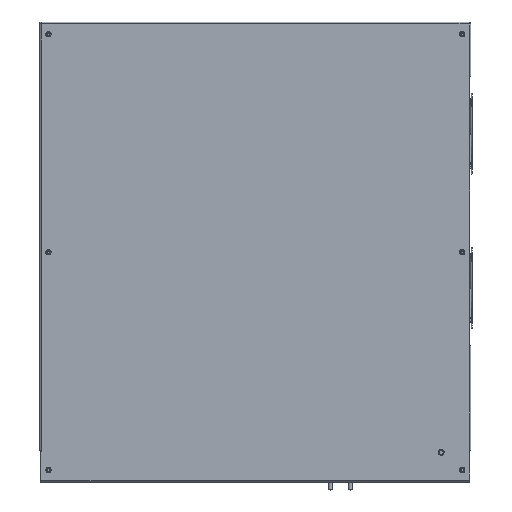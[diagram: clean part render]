
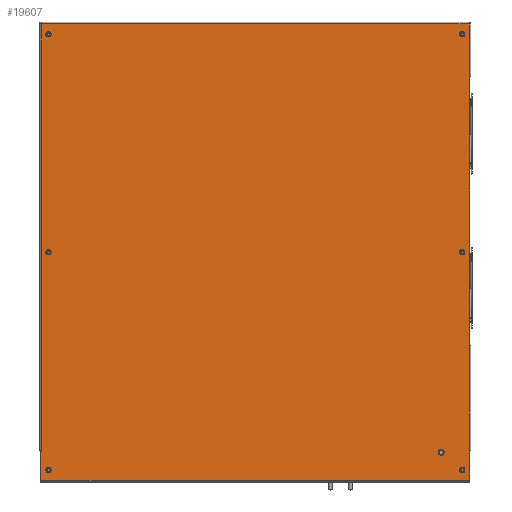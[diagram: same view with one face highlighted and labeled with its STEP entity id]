
A CAD part, top view. The second image highlights one B-rep face of the part: STEP entity #19607.
In plain terms, the highlighted planar face has unit normal (0, 0, 1).
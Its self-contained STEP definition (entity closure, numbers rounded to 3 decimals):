
#1204=PLANE($,#21771);
#2543=LINE($,#33161,#3993);
#2551=LINE($,#33185,#4001);
#2558=LINE($,#33203,#4008);
#2562=LINE($,#33209,#4012);
#2564=LINE($,#33214,#4014);
#2565=LINE($,#33216,#4015);
#2566=LINE($,#33217,#4016);
#2567=LINE($,#33218,#4017);
#2568=LINE($,#33220,#4018);
#2569=LINE($,#33222,#4019);
#2570=LINE($,#33224,#4020);
#2571=LINE($,#33225,#4021);
#3993=VECTOR($,#27267,29.);
#4001=VECTOR($,#27289,29.);
#4008=VECTOR($,#27306,0.75);
#4012=VECTOR($,#27312,431.);
#4014=VECTOR($,#27318,0.75);
#4015=VECTOR($,#27319,1.);
#4016=VECTOR($,#27320,105.5);
#4017=VECTOR($,#27321,270.);
#4018=VECTOR($,#27322,53.);
#4019=VECTOR($,#27323,429.5);
#4020=VECTOR($,#27324,428.5);
#4021=VECTOR($,#27325,1.);
#5086=FACE_BOUND($,#7671,.T.);
#5087=FACE_BOUND($,#7672,.T.);
#5088=FACE_BOUND($,#7673,.T.);
#5089=FACE_BOUND($,#7674,.T.);
#5090=FACE_BOUND($,#7675,.T.);
#5091=FACE_BOUND($,#7676,.T.);
#5092=FACE_BOUND($,#7677,.T.);
#5093=FACE_BOUND($,#7678,.T.);
#7671=EDGE_LOOP($,(#17945));
#7672=EDGE_LOOP($,(#17946));
#7673=EDGE_LOOP($,(#17947));
#7674=EDGE_LOOP($,(#17948));
#7675=EDGE_LOOP($,(#17949));
#7676=EDGE_LOOP($,(#17950));
#7677=EDGE_LOOP($,(#17951,#17952,#17953,#17954,#17955,#17956,#17957,#17958,
#17959,#17960,#17961,#17962));
#7678=EDGE_LOOP($,(#17963));
#8734=CIRCLE($,#21697,2.7);
#8736=CIRCLE($,#21700,2.7);
#8738=CIRCLE($,#21703,2.7);
#8740=CIRCLE($,#21706,2.7);
#8742=CIRCLE($,#21709,2.7);
#8744=CIRCLE($,#21712,2.7);
#8774=CIRCLE($,#21772,2.);
#10445=VERTEX_POINT($,#32977);
#10447=VERTEX_POINT($,#32982);
#10449=VERTEX_POINT($,#32987);
#10451=VERTEX_POINT($,#32992);
#10453=VERTEX_POINT($,#32997);
#10455=VERTEX_POINT($,#33002);
#10470=VERTEX_POINT($,#33042);
#10476=VERTEX_POINT($,#33057);
#10515=VERTEX_POINT($,#33158);
#10516=VERTEX_POINT($,#33160);
#10524=VERTEX_POINT($,#33182);
#10525=VERTEX_POINT($,#33184);
#10531=VERTEX_POINT($,#33202);
#10533=VERTEX_POINT($,#33213);
#10534=VERTEX_POINT($,#33215);
#10535=VERTEX_POINT($,#33219);
#10536=VERTEX_POINT($,#33221);
#10537=VERTEX_POINT($,#33223);
#10538=VERTEX_POINT($,#33226);
#12952=EDGE_CURVE($,#10445,#10445,#8734,.T.);
#12954=EDGE_CURVE($,#10447,#10447,#8736,.T.);
#12956=EDGE_CURVE($,#10449,#10449,#8738,.T.);
#12958=EDGE_CURVE($,#10451,#10451,#8740,.T.);
#12960=EDGE_CURVE($,#10453,#10453,#8742,.T.);
#12962=EDGE_CURVE($,#10455,#10455,#8744,.T.);
#13038=EDGE_CURVE($,#10516,#10515,#2543,.T.);
#13050=EDGE_CURVE($,#10525,#10524,#2551,.T.);
#13059=EDGE_CURVE($,#10531,#10525,#2558,.T.);
#13063=EDGE_CURVE($,#10524,#10516,#2562,.T.);
#13065=EDGE_CURVE($,#10515,#10533,#2564,.T.);
#13066=EDGE_CURVE($,#10533,#10534,#2565,.T.);
#13067=EDGE_CURVE($,#10534,#10470,#2566,.T.);
#13068=EDGE_CURVE($,#10470,#10476,#2567,.T.);
#13069=EDGE_CURVE($,#10476,#10535,#2568,.T.);
#13070=EDGE_CURVE($,#10535,#10536,#2569,.T.);
#13071=EDGE_CURVE($,#10536,#10537,#2570,.T.);
#13072=EDGE_CURVE($,#10537,#10531,#2571,.T.);
#13073=EDGE_CURVE($,#10538,#10538,#8774,.T.);
#17945=ORIENTED_EDGE($,*,*,#12952,.T.);
#17946=ORIENTED_EDGE($,*,*,#12954,.T.);
#17947=ORIENTED_EDGE($,*,*,#12956,.T.);
#17948=ORIENTED_EDGE($,*,*,#12958,.T.);
#17949=ORIENTED_EDGE($,*,*,#12960,.T.);
#17950=ORIENTED_EDGE($,*,*,#12962,.T.);
#17951=ORIENTED_EDGE($,*,*,#13050,.T.);
#17952=ORIENTED_EDGE($,*,*,#13063,.T.);
#17953=ORIENTED_EDGE($,*,*,#13038,.T.);
#17954=ORIENTED_EDGE($,*,*,#13065,.T.);
#17955=ORIENTED_EDGE($,*,*,#13066,.T.);
#17956=ORIENTED_EDGE($,*,*,#13067,.T.);
#17957=ORIENTED_EDGE($,*,*,#13068,.T.);
#17958=ORIENTED_EDGE($,*,*,#13069,.T.);
#17959=ORIENTED_EDGE($,*,*,#13070,.T.);
#17960=ORIENTED_EDGE($,*,*,#13071,.T.);
#17961=ORIENTED_EDGE($,*,*,#13072,.T.);
#17962=ORIENTED_EDGE($,*,*,#13059,.T.);
#17963=ORIENTED_EDGE($,*,*,#13073,.T.);
#19607=ADVANCED_FACE($,(#5086,#5087,#5088,#5089,#5090,#5091,#5092,#5093),
#1204,.T.);
#21697=AXIS2_PLACEMENT_3D($,#32978,#27095,#27096);
#21700=AXIS2_PLACEMENT_3D($,#32983,#27101,#27102);
#21703=AXIS2_PLACEMENT_3D($,#32988,#27107,#27108);
#21706=AXIS2_PLACEMENT_3D($,#32993,#27113,#27114);
#21709=AXIS2_PLACEMENT_3D($,#32998,#27119,#27120);
#21712=AXIS2_PLACEMENT_3D($,#33003,#27125,#27126);
#21771=AXIS2_PLACEMENT_3D($,#33212,#27316,#27317);
#21772=AXIS2_PLACEMENT_3D($,#33227,#27326,#27327);
#27095=DIRECTION('center_axis',(0.,0.,-1.));
#27096=DIRECTION('ref_axis',(1.,0.,0.));
#27101=DIRECTION('center_axis',(0.,0.,-1.));
#27102=DIRECTION('ref_axis',(1.,0.,0.));
#27107=DIRECTION('center_axis',(0.,0.,-1.));
#27108=DIRECTION('ref_axis',(1.,0.,0.));
#27113=DIRECTION('center_axis',(0.,0.,-1.));
#27114=DIRECTION('ref_axis',(1.,0.,0.));
#27119=DIRECTION('center_axis',(0.,0.,-1.));
#27120=DIRECTION('ref_axis',(1.,0.,0.));
#27125=DIRECTION('center_axis',(0.,0.,-1.));
#27126=DIRECTION('ref_axis',(1.,0.,0.));
#27267=DIRECTION($,(0.,1.,0.));
#27289=DIRECTION($,(0.,-1.,0.));
#27306=DIRECTION($,(-1.,0.,0.));
#27312=DIRECTION($,(1.,0.,0.));
#27316=DIRECTION('center_axis',(0.,0.,1.));
#27317=DIRECTION('ref_axis',(1.,0.,0.));
#27318=DIRECTION($,(-1.,0.,0.));
#27319=DIRECTION($,(0.,1.,0.));
#27320=DIRECTION($,(0.,1.,0.));
#27321=DIRECTION($,(0.,1.,0.));
#27322=DIRECTION($,(0.,1.,0.));
#27323=DIRECTION($,(-1.,0.,0.));
#27324=DIRECTION($,(0.,-1.,0.));
#27325=DIRECTION($,(0.,-1.,0.));
#27326=DIRECTION('center_axis',(0.,0.,-1.));
#27327=DIRECTION('ref_axis',(-1.,0.,0.));
#32977=CARTESIAN_POINT('',(427.45,12.25,1.));
#32978=CARTESIAN_POINT('Origin',(424.75,12.25,1.));
#32982=CARTESIAN_POINT('',(11.45,12.25,1.));
#32983=CARTESIAN_POINT('Origin',(8.75,12.25,1.));
#32987=CARTESIAN_POINT('',(11.45,231.25,1.));
#32988=CARTESIAN_POINT('Origin',(8.75,231.25,1.));
#32992=CARTESIAN_POINT('',(427.45,231.25,1.));
#32993=CARTESIAN_POINT('Origin',(424.75,231.25,1.));
#32997=CARTESIAN_POINT('',(427.45,450.25,1.));
#32998=CARTESIAN_POINT('Origin',(424.75,450.25,1.));
#33002=CARTESIAN_POINT('',(11.45,450.25,1.));
#33003=CARTESIAN_POINT('Origin',(8.75,450.25,1.));
#33042=CARTESIAN_POINT('',(431.5,137.5,1.));
#33057=CARTESIAN_POINT('',(431.5,407.5,1.));
#33158=CARTESIAN_POINT('',(432.25,31.,1.));
#33160=CARTESIAN_POINT('',(432.25,2.,1.));
#33161=CARTESIAN_POINT($,(432.25,115.625,1.));
#33182=CARTESIAN_POINT('',(1.25,2.,1.));
#33184=CARTESIAN_POINT('',(1.25,31.,1.));
#33185=CARTESIAN_POINT($,(1.25,115.625,1.));
#33202=CARTESIAN_POINT('',(2.,31.,1.));
#33203=CARTESIAN_POINT($,(108.375,31.,1.));
#33209=CARTESIAN_POINT($,(325.125,2.,1.));
#33212=CARTESIAN_POINT('Origin',(216.75,231.25,1.));
#33213=CARTESIAN_POINT('',(431.5,31.,1.));
#33214=CARTESIAN_POINT($,(324.125,31.,1.));
#33215=CARTESIAN_POINT('',(431.5,32.,1.));
#33216=CARTESIAN_POINT($,(431.5,345.875,1.));
#33217=CARTESIAN_POINT($,(431.5,345.875,1.));
#33218=CARTESIAN_POINT($,(431.5,345.875,1.));
#33219=CARTESIAN_POINT('',(431.5,460.5,1.));
#33220=CARTESIAN_POINT($,(431.5,345.875,1.));
#33221=CARTESIAN_POINT('',(2.,460.5,1.));
#33222=CARTESIAN_POINT($,(108.375,460.5,1.));
#33223=CARTESIAN_POINT('',(2.,32.,1.));
#33224=CARTESIAN_POINT($,(2.,131.125,1.));
#33225=CARTESIAN_POINT($,(2.,131.125,1.));
#33226=CARTESIAN_POINT('',(405.5,30.,1.));
#33227=CARTESIAN_POINT('Origin',(403.5,30.,1.));
